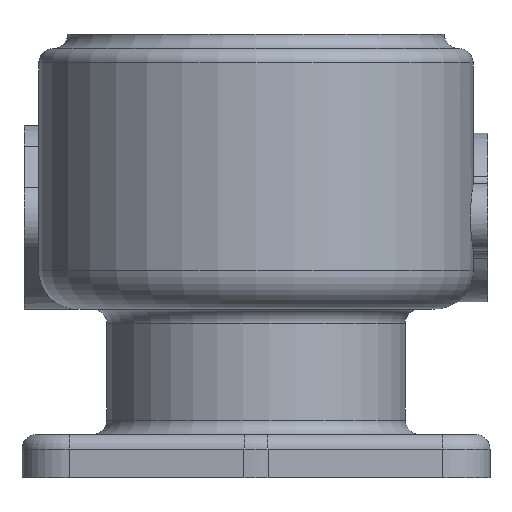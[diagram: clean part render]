
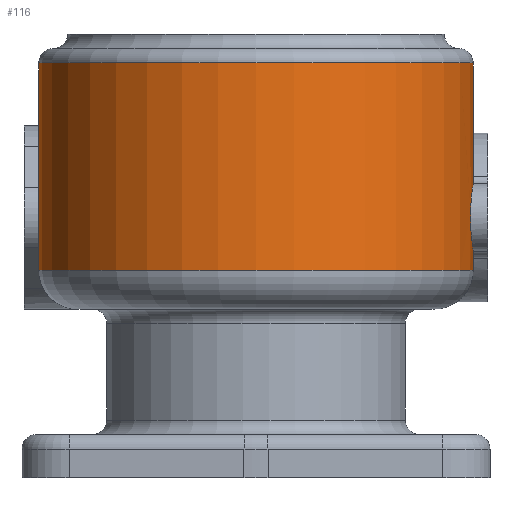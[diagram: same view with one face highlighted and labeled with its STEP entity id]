
A CAD part, left-side view. The second image highlights one B-rep face of the part: STEP entity #116.
In plain terms, the highlighted cylindrical face has radius 45 mm (diameter 90 mm), a partial arc.
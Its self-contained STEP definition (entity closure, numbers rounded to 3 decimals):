
#52=CARTESIAN_POINT('Axis2P3D Location',(-30.,0.,63.5)) ;
#57=CARTESIAN_POINT('Line Origine',(-30.,45.,63.5)) ;
#61=CARTESIAN_POINT('Vertex',(-30.,45.,43.)) ;
#63=CARTESIAN_POINT('Vertex',(-30.,45.,86.)) ;
#66=CARTESIAN_POINT('Axis2P3D Location',(-30.,0.,43.)) ;
#70=CARTESIAN_POINT('Vertex',(-30.,-45.,43.)) ;
#73=CARTESIAN_POINT('Line Origine',(-30.,-45.,63.5)) ;
#77=CARTESIAN_POINT('Vertex',(-30.,-45.,47.)) ;
#81=CARTESIAN_POINT('Control Point',(-30.,-45.,47.)) ;
#82=CARTESIAN_POINT('Control Point',(-32.079,-45.,47.)) ;
#83=CARTESIAN_POINT('Control Point',(-34.158,-44.88,47.772)) ;
#84=CARTESIAN_POINT('Control Point',(-35.838,-44.634,49.311)) ;
#85=CARTESIAN_POINT('Control Point',(-37.381,-44.393,52.557)) ;
#86=CARTESIAN_POINT('Control Point',(-36.903,-44.467,55.986)) ;
#87=CARTESIAN_POINT('Control Point',(-36.413,-44.548,57.233)) ;
#88=CARTESIAN_POINT('Control Point',(-35.055,-44.737,59.186)) ;
#89=CARTESIAN_POINT('Control Point',(-33.05,-44.911,60.428)) ;
#90=CARTESIAN_POINT('Control Point',(-32.066,-44.97,60.81)) ;
#91=CARTESIAN_POINT('Control Point',(-31.033,-45.,61.)) ;
#92=CARTESIAN_POINT('Control Point',(-30.,-45.,61.)) ;
#93=CARTESIAN_POINT('Vertex',(-30.,-45.,61.)) ;
#96=CARTESIAN_POINT('Line Origine',(-30.,-45.,63.5)) ;
#100=CARTESIAN_POINT('Vertex',(-30.,-45.,86.)) ;
#103=CARTESIAN_POINT('Axis2P3D Location',(-30.,0.,86.)) ;
#53=DIRECTION('Axis2P3D Direction',(0.,0.,1.)) ;
#54=DIRECTION('Axis2P3D XDirection',(0.,1.,0.)) ;
#58=DIRECTION('Vector Direction',(0.,0.,1.)) ;
#67=DIRECTION('Axis2P3D Direction',(0.,0.,1.)) ;
#74=DIRECTION('Vector Direction',(0.,0.,1.)) ;
#97=DIRECTION('Vector Direction',(0.,0.,1.)) ;
#104=DIRECTION('Axis2P3D Direction',(0.,0.,1.)) ;
#55=AXIS2_PLACEMENT_3D('Cylinder Axis2P3D',#52,#53,#54) ;
#68=AXIS2_PLACEMENT_3D('Circle Axis2P3D',#66,#67,$) ;
#105=AXIS2_PLACEMENT_3D('Circle Axis2P3D',#103,#104,$) ;
#109=ORIENTED_EDGE('',*,*,#65,.F.) ;
#110=ORIENTED_EDGE('',*,*,#72,.T.) ;
#111=ORIENTED_EDGE('',*,*,#79,.T.) ;
#112=ORIENTED_EDGE('',*,*,#95,.T.) ;
#113=ORIENTED_EDGE('',*,*,#102,.T.) ;
#114=ORIENTED_EDGE('',*,*,#107,.T.) ;
#59=VECTOR('Line Direction',#58,1.) ;
#75=VECTOR('Line Direction',#74,1.) ;
#98=VECTOR('Line Direction',#97,1.) ;
#116=ADVANCED_FACE('\X2\96F64EF651E04F554F53\X0\',(#115),#56,.T.) ;
#80=B_SPLINE_CURVE_WITH_KNOTS('',5,(#81,#82,#83,#84,#85,#86,#87,#88,#89,#90,#91,#92),.UNSPECIFIED.,.F.,.U.,(6,3,3,6),(0.,14.7,23.844,31.147),.UNSPECIFIED.) ;
#69=CIRCLE('generated circle',#68,45.) ;
#106=CIRCLE('generated circle',#105,45.) ;
#56=CYLINDRICAL_SURFACE('generated cylinder',#55,45.) ;
#65=EDGE_CURVE('',#62,#64,#60,.T.) ;
#72=EDGE_CURVE('',#62,#71,#69,.T.) ;
#79=EDGE_CURVE('',#71,#78,#76,.T.) ;
#95=EDGE_CURVE('',#78,#94,#80,.T.) ;
#102=EDGE_CURVE('',#94,#101,#99,.T.) ;
#107=EDGE_CURVE('',#101,#64,#106,.F.) ;
#108=EDGE_LOOP('',(#109,#110,#111,#112,#113,#114)) ;
#115=FACE_OUTER_BOUND('',#108,.T.) ;
#60=LINE('Line',#57,#59) ;
#76=LINE('Line',#73,#75) ;
#99=LINE('Line',#96,#98) ;
#62=VERTEX_POINT('',#61) ;
#64=VERTEX_POINT('',#63) ;
#71=VERTEX_POINT('',#70) ;
#78=VERTEX_POINT('',#77) ;
#94=VERTEX_POINT('',#93) ;
#101=VERTEX_POINT('',#100) ;
